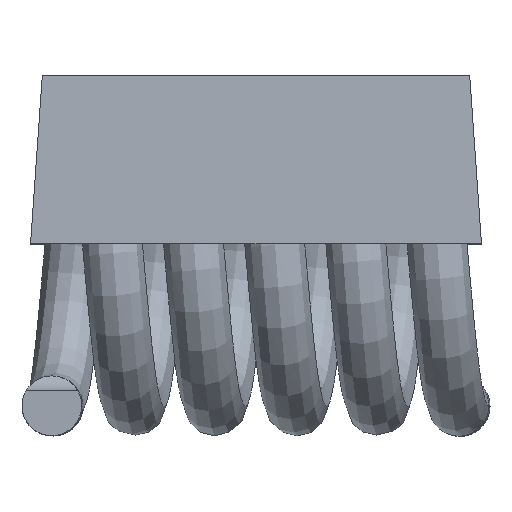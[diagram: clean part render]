
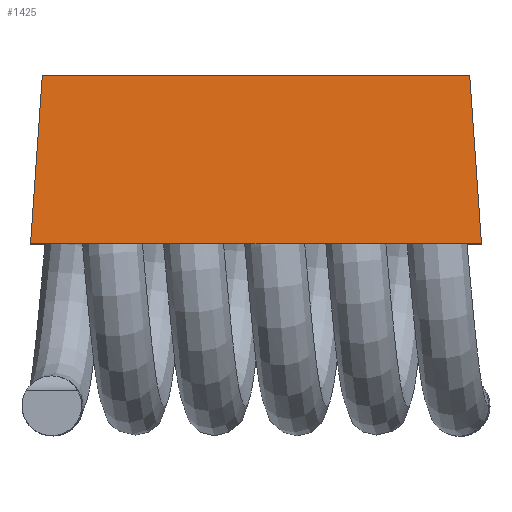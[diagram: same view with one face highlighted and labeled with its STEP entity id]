
A CAD part, top view. The second image highlights one B-rep face of the part: STEP entity #1425.
In plain terms, the highlighted planar face has unit normal (0, 0.07, 0.998).
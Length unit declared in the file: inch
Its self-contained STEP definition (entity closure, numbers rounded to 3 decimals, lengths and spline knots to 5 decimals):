
#19 = CARTESIAN_POINT ( 'NONE',  ( 0.17839, 0.08, 0.07239 ) ) ;
#59 = DIRECTION ( 'NONE',  ( 0., 0.07, 0.998 ) ) ;
#88 = EDGE_CURVE ( 'NONE', #1359, #1986, #2659, .T. ) ;
#167 = VECTOR ( 'NONE', #210, 39.37008 ) ;
#210 = DIRECTION ( 'NONE',  ( -1., 0., 0. ) ) ;
#473 = CARTESIAN_POINT ( 'NONE',  ( -0.00939, 0.08, 0.07239 ) ) ;
#478 = FACE_OUTER_BOUND ( 'NONE', #3123, .T. ) ;
#502 = ORIENTED_EDGE ( 'NONE', *, *, #1245, .T. ) ;
#532 = PLANE ( 'NONE',  #1830 ) ;
#620 = EDGE_CURVE ( 'NONE', #1359, #3121, #2089, .T. ) ;
#739 = CARTESIAN_POINT ( 'NONE',  ( -0.0045, 0.15, 0.0675 ) ) ;
#794 = DIRECTION ( 'NONE',  ( -0.07, -0.995, 0.07 ) ) ;
#947 = ORIENTED_EDGE ( 'NONE', *, *, #620, .T. ) ;
#1136 = VECTOR ( 'NONE', #1155, 39.37008 ) ;
#1150 = VERTEX_POINT ( 'NONE', #2301 ) ;
#1155 = DIRECTION ( 'NONE',  ( -0.07, 0.995, -0.07 ) ) ;
#1165 = LINE ( 'NONE', #2877, #2625 ) ;
#1245 = EDGE_CURVE ( 'NONE', #1150, #1986, #1165, .T. ) ;
#1290 = LINE ( 'NONE', #739, #167 ) ;
#1359 = VERTEX_POINT ( 'NONE', #19 ) ;
#1425 = ADVANCED_FACE ( 'NONE', ( #478 ), #532, .T. ) ;
#1480 = CARTESIAN_POINT ( 'NONE',  ( 0.1735, 0.15, 0.0675 ) ) ;
#1605 = CARTESIAN_POINT ( 'NONE',  ( -0.0045, 0.15, 0.0675 ) ) ;
#1830 = AXIS2_PLACEMENT_3D ( 'NONE', #1605, #59, #2324 ) ;
#1878 = CARTESIAN_POINT ( 'NONE',  ( -0.0045, 0.08, 0.07239 ) ) ;
#1883 = VECTOR ( 'NONE', #2123, 39.37008 ) ;
#1986 = VERTEX_POINT ( 'NONE', #473 ) ;
#2089 = LINE ( 'NONE', #2682, #1136 ) ;
#2123 = DIRECTION ( 'NONE',  ( -1., 0., 0. ) ) ;
#2301 = CARTESIAN_POINT ( 'NONE',  ( -0.0045, 0.15, 0.0675 ) ) ;
#2324 = DIRECTION ( 'NONE',  ( 0., -0.998, 0.07 ) ) ;
#2365 = ORIENTED_EDGE ( 'NONE', *, *, #2909, .T. ) ;
#2404 = ORIENTED_EDGE ( 'NONE', *, *, #88, .F. ) ;
#2625 = VECTOR ( 'NONE', #794, 39.37008 ) ;
#2659 = LINE ( 'NONE', #1878, #1883 ) ;
#2682 = CARTESIAN_POINT ( 'NONE',  ( 0.17839, 0.08, 0.07239 ) ) ;
#2877 = CARTESIAN_POINT ( 'NONE',  ( -0.0045, 0.15, 0.0675 ) ) ;
#2909 = EDGE_CURVE ( 'NONE', #3121, #1150, #1290, .T. ) ;
#3121 = VERTEX_POINT ( 'NONE', #1480 ) ;
#3123 = EDGE_LOOP ( 'NONE', ( #2404, #947, #2365, #502 ) ) ;
